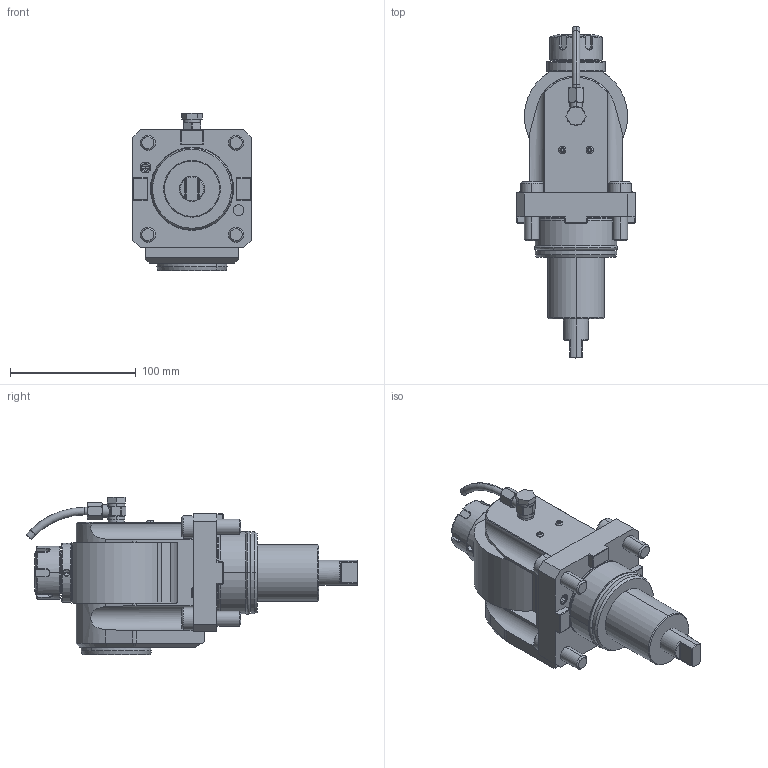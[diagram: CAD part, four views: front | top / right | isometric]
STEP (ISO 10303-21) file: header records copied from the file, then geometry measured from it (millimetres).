
FILE_DESCRIPTION((''),'2;1');
FILE_NAME('NGT2_65_501_25_2_DO','2023-05-16T',('vali'),('NOVA GRUP'),'PRO/ENGINEER BY PARAMETRIC TECHNOLOGY CORPORATION, 2010280','PRO/ENGINEER BY PARAMETRIC TECHNOLOGY CORPORATION, 2010280','');
FILE_SCHEMA(('CONFIG_CONTROL_DESIGN'));
Length unit declared in the file: millimetre
Products named in the file (1): NGT2_65_501_25_2_DO
Bounding box: 94 x 263.67 x 124.9 mm (x, y, z)
Volume: 1008951.4 mm3; surface area: 103538.2 mm2
Topology: 2 solids, 4 shells, 649 faces, 1571 edges, 958 vertices
Faces by surface type: plane 281, cylinder 184, bspline 72, cone 70, torus 42
Entity records: 26590 total; most frequent: CARTESIAN_POINT 12091, ORIENTED_EDGE 3114, DIRECTION 2776, EDGE_CURVE 1557, AXIS2_PLACEMENT_3D 969, VERTEX_POINT 958, VECTOR 838, LINE 838
